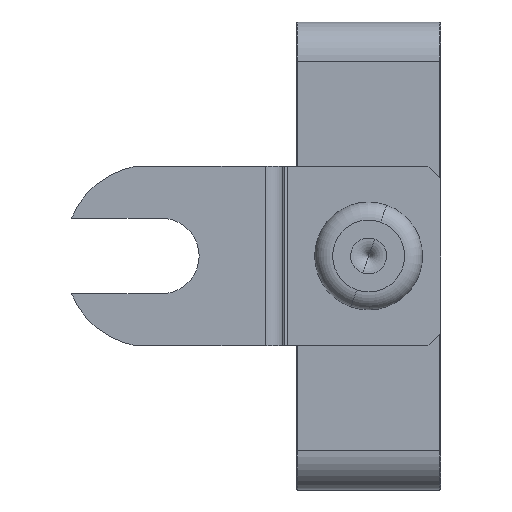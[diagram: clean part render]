
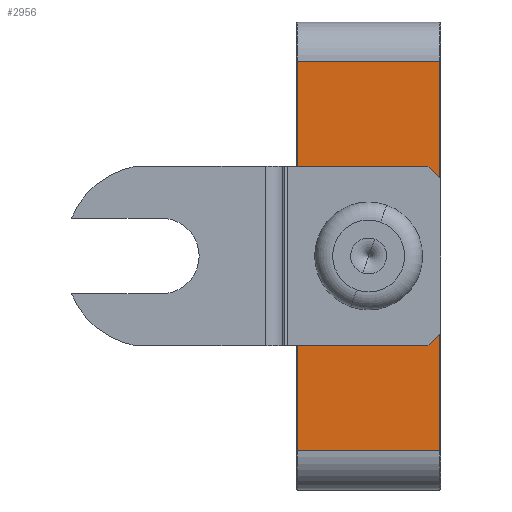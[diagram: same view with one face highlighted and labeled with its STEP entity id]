
A CAD part, front view. The second image highlights one B-rep face of the part: STEP entity #2956.
In plain terms, the highlighted planar face has unit normal (0, -1, 0).
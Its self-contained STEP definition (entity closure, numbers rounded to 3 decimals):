
#210 = EDGE_LOOP ( 'NONE', ( #6314, #6543, #6857, #3510 ) ) ;
#317 = AXIS2_PLACEMENT_3D ( 'NONE', #5272, #4279, #7054 ) ;
#335 = DIRECTION ( 'NONE',  ( 0., 0., -1. ) ) ;
#411 = VERTEX_POINT ( 'NONE', #3768 ) ;
#498 = VERTEX_POINT ( 'NONE', #3109 ) ;
#606 = CARTESIAN_POINT ( 'NONE',  ( 10.8, -14.661, -7.95 ) ) ;
#639 = DIRECTION ( 'NONE',  ( -1., 0., 0. ) ) ;
#974 = CARTESIAN_POINT ( 'NONE',  ( -10.8, -14.661, -8. ) ) ;
#1028 = CARTESIAN_POINT ( 'NONE',  ( 0., -14.661, -4. ) ) ;
#1124 = PLANE ( 'NONE',  #317 ) ;
#1522 = AXIS2_PLACEMENT_3D ( 'NONE', #1028, #7332, #335 ) ;
#1581 = VECTOR ( 'NONE', #1731, 1000. ) ;
#1731 = DIRECTION ( 'NONE',  ( 1., 0., 0. ) ) ;
#1906 = VERTEX_POINT ( 'NONE', #606 ) ;
#1942 = DIRECTION ( 'NONE',  ( 0., 0., -1. ) ) ;
#2349 = EDGE_CURVE ( 'NONE', #4064, #3334, #7281, .T. ) ;
#2635 = LINE ( 'NONE', #974, #4952 ) ;
#2791 = EDGE_CURVE ( 'NONE', #411, #4220, #2635, .T. ) ;
#2877 = LINE ( 'NONE', #5909, #7328 ) ;
#2922 = CARTESIAN_POINT ( 'NONE',  ( 0., -14.661, -2.5 ) ) ;
#2956 = ADVANCED_FACE ( 'NONE', ( #6361, #6326 ), #1124, .F. ) ;
#3109 = CARTESIAN_POINT ( 'NONE',  ( 10.8, -14.661, -0.05 ) ) ;
#3138 = EDGE_CURVE ( 'NONE', #1906, #411, #2877, .T. ) ;
#3217 = ORIENTED_EDGE ( 'NONE', *, *, #2349, .T. ) ;
#3334 = VERTEX_POINT ( 'NONE', #5628 ) ;
#3413 = CIRCLE ( 'NONE', #5371, 1.5 ) ;
#3447 = EDGE_CURVE ( 'NONE', #4220, #498, #5780, .T. ) ;
#3510 = ORIENTED_EDGE ( 'NONE', *, *, #2791, .F. ) ;
#3768 = CARTESIAN_POINT ( 'NONE',  ( -10.8, -14.661, -7.95 ) ) ;
#4064 = VERTEX_POINT ( 'NONE', #2922 ) ;
#4220 = VERTEX_POINT ( 'NONE', #4818 ) ;
#4279 = DIRECTION ( 'NONE',  ( 0., 1., 0. ) ) ;
#4346 = EDGE_CURVE ( 'NONE', #498, #1906, #7191, .T. ) ;
#4818 = CARTESIAN_POINT ( 'NONE',  ( -10.8, -14.661, -0.05 ) ) ;
#4952 = VECTOR ( 'NONE', #5017, 1000. ) ;
#4984 = ORIENTED_EDGE ( 'NONE', *, *, #5193, .T. ) ;
#5017 = DIRECTION ( 'NONE',  ( 0., 0., 1. ) ) ;
#5193 = EDGE_CURVE ( 'NONE', #3334, #4064, #3413, .T. ) ;
#5272 = CARTESIAN_POINT ( 'NONE',  ( -10.8, -14.661, -8. ) ) ;
#5371 = AXIS2_PLACEMENT_3D ( 'NONE', #6693, #5417, #6099 ) ;
#5417 = DIRECTION ( 'NONE',  ( 0., 1., 0. ) ) ;
#5628 = CARTESIAN_POINT ( 'NONE',  ( 0., -14.661, -5.5 ) ) ;
#5780 = LINE ( 'NONE', #7028, #1581 ) ;
#5909 = CARTESIAN_POINT ( 'NONE',  ( -10.8, -14.661, -7.95 ) ) ;
#6099 = DIRECTION ( 'NONE',  ( 0., 0., -1. ) ) ;
#6314 = ORIENTED_EDGE ( 'NONE', *, *, #3138, .F. ) ;
#6326 = FACE_OUTER_BOUND ( 'NONE', #210, .T. ) ;
#6361 = FACE_BOUND ( 'NONE', #7038, .T. ) ;
#6543 = ORIENTED_EDGE ( 'NONE', *, *, #4346, .F. ) ;
#6573 = CARTESIAN_POINT ( 'NONE',  ( 10.8, -14.661, -8. ) ) ;
#6683 = VECTOR ( 'NONE', #1942, 1000. ) ;
#6693 = CARTESIAN_POINT ( 'NONE',  ( 0., -14.661, -4. ) ) ;
#6857 = ORIENTED_EDGE ( 'NONE', *, *, #3447, .F. ) ;
#7028 = CARTESIAN_POINT ( 'NONE',  ( -10.8, -14.661, -0.05 ) ) ;
#7038 = EDGE_LOOP ( 'NONE', ( #4984, #3217 ) ) ;
#7054 = DIRECTION ( 'NONE',  ( 0., 0., 1. ) ) ;
#7191 = LINE ( 'NONE', #6573, #6683 ) ;
#7281 = CIRCLE ( 'NONE', #1522, 1.5 ) ;
#7328 = VECTOR ( 'NONE', #639, 1000. ) ;
#7332 = DIRECTION ( 'NONE',  ( 0., 1., 0. ) ) ;
